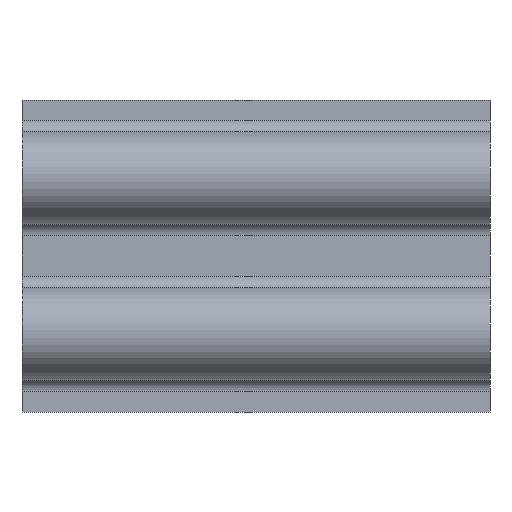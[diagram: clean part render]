
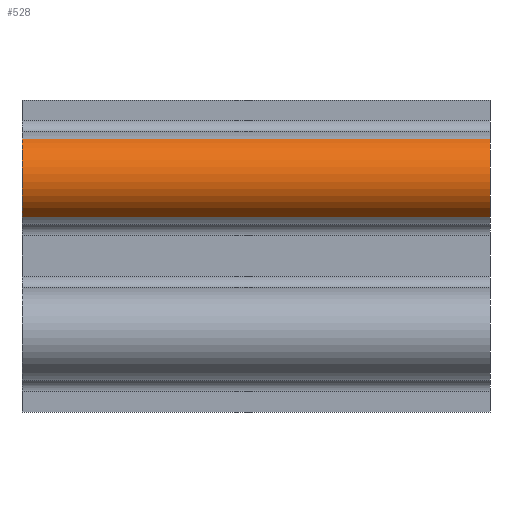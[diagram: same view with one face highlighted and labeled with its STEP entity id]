
A CAD part, front view. The second image highlights one B-rep face of the part: STEP entity #528.
In plain terms, the highlighted cylindrical face has radius 0.555 mm (diameter 1.11 mm), a partial arc.
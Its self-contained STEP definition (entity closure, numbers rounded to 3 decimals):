
#33=CARTESIAN_POINT('',(0.0,0.045,-0.74));
#34=DIRECTION('',(-1.0,0.0,0.0));
#35=DIRECTION('',(0.0,0.0,1.0));
#36=AXIS2_PLACEMENT_3D('',#33,#34,#35);
#37=PLANE('',#36);
#41=(GEOMETRIC_REPRESENTATION_CONTEXT(2)PARAMETRIC_REPRESENTATION_CONTEXT()REPRESENTATION_CONTEXT('',''));
#82=CARTESIAN_POINT('',(6.0,0.045,-0.74));
#83=DIRECTION('',(-1.0,0.0,0.0));
#84=DIRECTION('',(0.0,0.0,1.0));
#85=AXIS2_PLACEMENT_3D('',#82,#83,#84);
#86=PLANE('',#85);
#344=CARTESIAN_POINT('',(6.0,0.195,1.6));
#345=DIRECTION('',(-1.0,0.0,0.0));
#346=DIRECTION('',(0.0,0.0,1.0));
#347=AXIS2_PLACEMENT_3D('',#344,#345,#346);
#348=CYLINDRICAL_SURFACE('',#347,1.0);
#389=CARTESIAN_POINT('',(0.0,-0.243,2.499));
#390=VERTEX_POINT('',#389);
#410=CARTESIAN_POINT('',(6.0,-0.243,2.499));
#411=VERTEX_POINT('',#410);
#412=CARTESIAN_POINT('',(6.0,0.,2.0));
#413=DIRECTION('',(-1.0,0.0,0.0));
#414=DIRECTION('',(0.0,0.0,1.0));
#415=AXIS2_PLACEMENT_3D('',#412,#413,#414);
#416=CYLINDRICAL_SURFACE('',#415,0.555);
#417=CARTESIAN_POINT('',(334.011,0.0));
#418=CARTESIAN_POINT('',(334.011,6.0));
#419=B_SPLINE_CURVE_WITH_KNOTS('',1,(#417,#418),.UNSPECIFIED.,.F.,.F.,(2,2),(0.0,0.006),.UNSPECIFIED.);
#420=DEFINITIONAL_REPRESENTATION('',(#419),#41);
#421=PCURVE('',#348,#420);
#422=CARTESIAN_POINT('',(334.011,0.0));
#423=CARTESIAN_POINT('',(334.011,6.0));
#424=B_SPLINE_CURVE_WITH_KNOTS('',1,(#422,#423),.UNSPECIFIED.,.F.,.F.,(2,2),(0.0,0.006),.UNSPECIFIED.);
#425=DEFINITIONAL_REPRESENTATION('',(#424),#41);
#426=PCURVE('',#416,#425);
#427=CARTESIAN_POINT('',(6.0,-0.243,2.499));
#428=DIRECTION('',(-1.0,0.0,0.0));
#429=VECTOR('',#428,6.0);
#430=LINE('',#427,#429);
#431=INTERSECTION_CURVE('',#430,(#421,#426),.PCURVE_S1.);
#432=EDGE_CURVE('',#411,#390,#431,.T.);
#457=CARTESIAN_POINT('',(0.0,-0.243,1.501));
#458=VERTEX_POINT('',#457);
#459=CARTESIAN_POINT('',(334.011,6.0));
#460=CARTESIAN_POINT('',(205.989,6.0));
#461=B_SPLINE_CURVE_WITH_KNOTS('',1,(#459,#460),.UNSPECIFIED.,.F.,.F.,(2,2),(0.454,2.688),.UNSPECIFIED.);
#462=DEFINITIONAL_REPRESENTATION('',(#461),#41);
#463=PCURVE('',#416,#462);
#464=CARTESIAN_POINT('',(3.239,-0.288));
#465=CARTESIAN_POINT('',(3.087,-0.6));
#466=CARTESIAN_POINT('',(2.74,-0.6));
#467=CARTESIAN_POINT('',(2.393,-0.6));
#468=CARTESIAN_POINT('',(2.241,-0.288));
#469=(BOUNDED_CURVE()
B_SPLINE_CURVE(2,(#464,#465,#466,#467,#468),.UNSPECIFIED.,.F.,.F.)
B_SPLINE_CURVE_WITH_KNOTS((3,2,3),(0.454,1.571,2.688),.UNSPECIFIED.)
CURVE()
GEOMETRIC_REPRESENTATION_ITEM()
RATIONAL_B_SPLINE_CURVE((1.0,0.848,1.0,0.848,1.0))
REPRESENTATION_ITEM(''));
#470=DEFINITIONAL_REPRESENTATION('',(#469),#41);
#471=PCURVE('',#37,#470);
#472=CARTESIAN_POINT('',(0.0,0.,2.0));
#473=DIRECTION('',(1.0,0.0,-0.0));
#474=DIRECTION('',(0.0,0.0,1.0));
#475=AXIS2_PLACEMENT_3D('',#472,#473,#474);
#476=CIRCLE('',#475,0.555);
#477=INTERSECTION_CURVE('',#476,(#463,#471),.PCURVE_S1.);
#478=EDGE_CURVE('',#390,#458,#477,.T.);
#479=ORIENTED_EDGE('',*,*,#478,.T.);
#480=CARTESIAN_POINT('',(6.0,-0.243,1.501));
#481=VERTEX_POINT('',#480);
#482=CARTESIAN_POINT('',(6.0,0.195,2.4));
#483=DIRECTION('',(-1.0,0.0,0.0));
#484=DIRECTION('',(0.0,0.0,1.0));
#485=AXIS2_PLACEMENT_3D('',#482,#483,#484);
#486=CYLINDRICAL_SURFACE('',#485,1.0);
#487=CARTESIAN_POINT('',(205.989,0.0));
#488=CARTESIAN_POINT('',(205.989,6.0));
#489=B_SPLINE_CURVE_WITH_KNOTS('',1,(#487,#488),.UNSPECIFIED.,.F.,.F.,(2,2),(0.0,0.006),.UNSPECIFIED.);
#490=DEFINITIONAL_REPRESENTATION('',(#489),#41);
#491=PCURVE('',#416,#490);
#492=CARTESIAN_POINT('',(205.989,0.0));
#493=CARTESIAN_POINT('',(205.989,6.0));
#494=B_SPLINE_CURVE_WITH_KNOTS('',1,(#492,#493),.UNSPECIFIED.,.F.,.F.,(2,2),(0.0,0.006),.UNSPECIFIED.);
#495=DEFINITIONAL_REPRESENTATION('',(#494),#41);
#496=PCURVE('',#486,#495);
#497=CARTESIAN_POINT('',(6.0,-0.243,1.501));
#498=DIRECTION('',(-1.0,0.0,0.0));
#499=VECTOR('',#498,6.0);
#500=LINE('',#497,#499);
#501=INTERSECTION_CURVE('',#500,(#491,#496),.PCURVE_S1.);
#502=EDGE_CURVE('',#481,#458,#501,.T.);
#503=ORIENTED_EDGE('',*,*,#502,.F.);
#504=CARTESIAN_POINT('',(334.011,0.0));
#505=CARTESIAN_POINT('',(205.989,0.0));
#506=B_SPLINE_CURVE_WITH_KNOTS('',1,(#504,#505),.UNSPECIFIED.,.F.,.F.,(2,2),(0.454,2.688),.UNSPECIFIED.);
#507=DEFINITIONAL_REPRESENTATION('',(#506),#41);
#508=PCURVE('',#416,#507);
#509=CARTESIAN_POINT('',(3.239,-0.288));
#510=CARTESIAN_POINT('',(3.087,-0.6));
#511=CARTESIAN_POINT('',(2.74,-0.6));
#512=CARTESIAN_POINT('',(2.393,-0.6));
#513=CARTESIAN_POINT('',(2.241,-0.288));
#514=(BOUNDED_CURVE()
B_SPLINE_CURVE(2,(#509,#510,#511,#512,#513),.UNSPECIFIED.,.F.,.F.)
B_SPLINE_CURVE_WITH_KNOTS((3,2,3),(0.454,1.571,2.688),.UNSPECIFIED.)
CURVE()
GEOMETRIC_REPRESENTATION_ITEM()
RATIONAL_B_SPLINE_CURVE((1.0,0.848,1.0,0.848,1.0))
REPRESENTATION_ITEM(''));
#515=DEFINITIONAL_REPRESENTATION('',(#514),#41);
#516=PCURVE('',#86,#515);
#517=CARTESIAN_POINT('',(6.0,0.,2.0));
#518=DIRECTION('',(1.0,0.0,-0.0));
#519=DIRECTION('',(0.0,0.0,1.0));
#520=AXIS2_PLACEMENT_3D('',#517,#518,#519);
#521=CIRCLE('',#520,0.555);
#522=INTERSECTION_CURVE('',#521,(#508,#516),.PCURVE_S1.);
#523=EDGE_CURVE('',#411,#481,#522,.T.);
#524=ORIENTED_EDGE('',*,*,#523,.F.);
#525=ORIENTED_EDGE('',*,*,#432,.T.);
#526=EDGE_LOOP('',(#479,#503,#524,#525));
#527=FACE_BOUND('',#526,.T.);
#528=ADVANCED_FACE('',(#527),#416,.T.);
